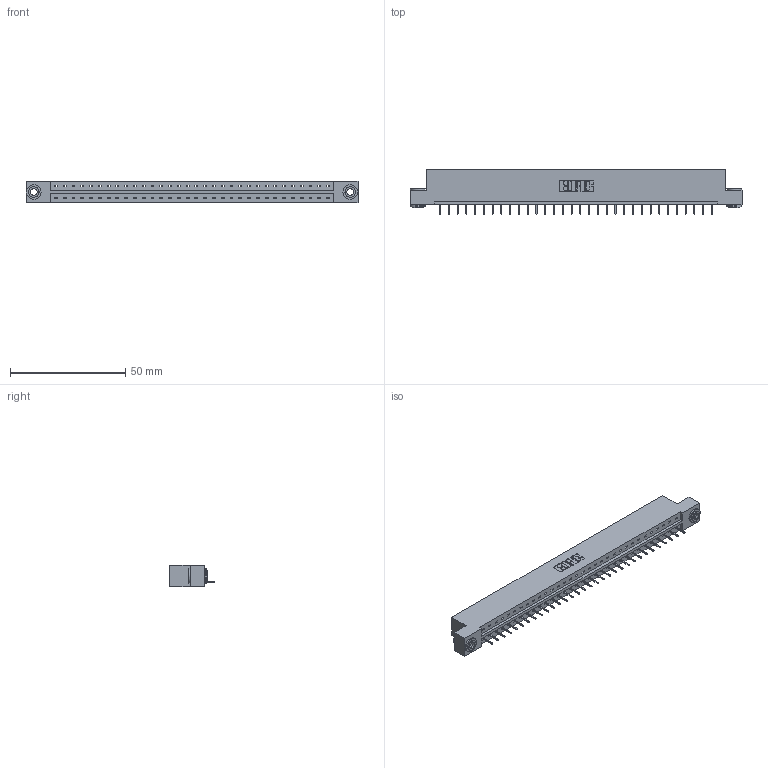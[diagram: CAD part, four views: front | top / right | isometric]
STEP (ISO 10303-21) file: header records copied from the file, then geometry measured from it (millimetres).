
FILE_DESCRIPTION (( 'STEP AP203' ), '1' );
FILE_NAME ('379-032-524-103.STEP', '2020-02-26T16:14:12', ( '' ), ( '' ), 'SwSTEP 2.0', 'SolidWorks 2016', '' );
FILE_SCHEMA (( 'CONFIG_CONTROL_DESIGN' ));
Length unit declared in the file: inch
Products named in the file (4): 379-032-524-103; 345-250-002_345-250-002-102; 345-292-001_345-293-124; 379 Part_Flush - .156 Dia - TH
Assembly tree (35 placements, depth 2):
  379-032-524-103
    379 Part_Flush - .156 Dia - TH
    345-292-001_345-293-124  x32
    345-250-002_345-250-002-102  x2
Bounding box: 144.15 x 19.35 x 9.53 mm (x, y, z)
Volume: 14917.6 mm3; surface area: 15001.3 mm2
Topology: 35 solids, 35 shells, 2136 faces, 6147 edges, 3966 vertices
Faces by surface type: plane 1616, cylinder 512, cone 8
Entity records: 21580 total; most frequent: CARTESIAN_POINT 3701, ORIENTED_EDGE 3662, DIRECTION 3177, EDGE_CURVE 1831, VECTOR 1683, LINE 1683, VERTEX_POINT 1214, AXIS2_PLACEMENT_3D 747
